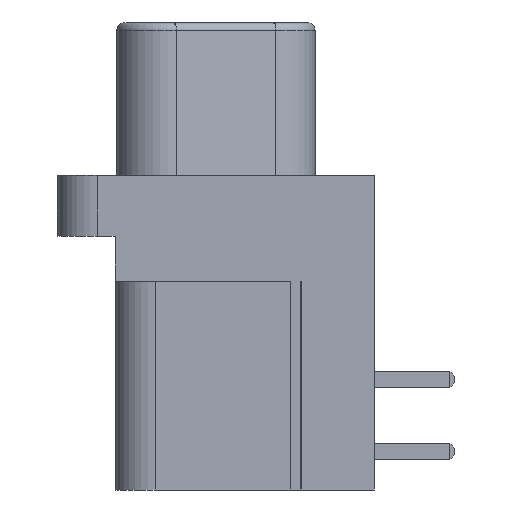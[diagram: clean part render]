
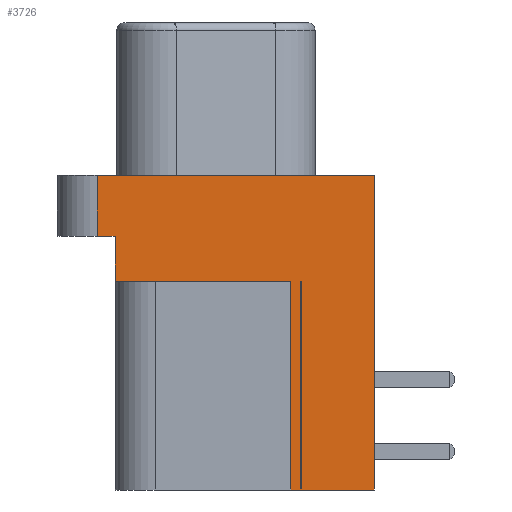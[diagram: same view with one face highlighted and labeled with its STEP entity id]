
A CAD part, left-side view. The second image highlights one B-rep face of the part: STEP entity #3726.
In plain terms, the highlighted planar face has unit normal (-1, 0, 0).
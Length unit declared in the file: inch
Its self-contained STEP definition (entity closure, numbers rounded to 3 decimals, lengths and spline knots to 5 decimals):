
#3726=ADVANCED_FACE('NONE',(#4723),#4196,.T.);
#4196=PLANE('',#12930);
#4723=FACE_OUTER_BOUND('',#5347,.T.);
#5347=EDGE_LOOP('',(#7674,#7675,#7676,#7677,#7678,#7679,#7680,#7681,#7682,
#7683,#7684,#7685));
#7674=ORIENTED_EDGE('',*,*,#10099,.F.);
#7675=ORIENTED_EDGE('',*,*,#9063,.T.);
#7676=ORIENTED_EDGE('',*,*,#10044,.F.);
#7677=ORIENTED_EDGE('',*,*,#10040,.F.);
#7678=ORIENTED_EDGE('',*,*,#10100,.F.);
#7679=ORIENTED_EDGE('',*,*,#9921,.F.);
#7680=ORIENTED_EDGE('',*,*,#9919,.T.);
#7681=ORIENTED_EDGE('',*,*,#9925,.T.);
#7682=ORIENTED_EDGE('',*,*,#10101,.F.);
#7683=ORIENTED_EDGE('',*,*,#10036,.T.);
#7684=ORIENTED_EDGE('',*,*,#10091,.T.);
#7685=ORIENTED_EDGE('',*,*,#10094,.T.);
#8157=VERTEX_POINT('',#17747);
#8159=VERTEX_POINT('',#17750);
#8708=VERTEX_POINT('',#19572);
#8710=VERTEX_POINT('',#19576);
#8712=VERTEX_POINT('',#19582);
#8714=VERTEX_POINT('',#19590);
#8791=VERTEX_POINT('',#19814);
#8792=VERTEX_POINT('',#19816);
#8793=VERTEX_POINT('',#19821);
#8794=VERTEX_POINT('',#19823);
#8822=VERTEX_POINT('',#19920);
#8824=VERTEX_POINT('',#19926);
#9063=EDGE_CURVE('NONE',#8159,#8157,#10243,.T.);
#9919=EDGE_CURVE('NONE',#8708,#8710,#11008,.T.);
#9921=EDGE_CURVE('NONE',#8708,#8712,#11010,.T.);
#9925=EDGE_CURVE('NONE',#8710,#8714,#11014,.T.);
#10036=EDGE_CURVE('NONE',#8792,#8791,#11103,.T.);
#10040=EDGE_CURVE('NONE',#8793,#8794,#11107,.T.);
#10044=EDGE_CURVE('NONE',#8794,#8157,#11111,.T.);
#10091=EDGE_CURVE('NONE',#8791,#8822,#11146,.T.);
#10094=EDGE_CURVE('NONE',#8822,#8824,#11149,.T.);
#10099=EDGE_CURVE('NONE',#8159,#8824,#11154,.T.);
#10100=EDGE_CURVE('NONE',#8712,#8793,#11155,.T.);
#10101=EDGE_CURVE('NONE',#8792,#8714,#11156,.T.);
#10243=LINE('',#17749,#11331);
#11008=LINE('',#19577,#12096);
#11010=LINE('',#19581,#12098);
#11014=LINE('',#19589,#12102);
#11103=LINE('',#19815,#12191);
#11107=LINE('',#19822,#12195);
#11111=LINE('',#19830,#12199);
#11146=LINE('',#19921,#12234);
#11149=LINE('',#19927,#12237);
#11154=LINE('',#19935,#12242);
#11155=LINE('',#19936,#12243);
#11156=LINE('',#19937,#12244);
#11331=VECTOR('',#13267,1.);
#12096=VECTOR('',#15054,1.);
#12098=VECTOR('',#15058,1.);
#12102=VECTOR('',#15066,1.);
#12191=VECTOR('',#15273,1.);
#12195=VECTOR('',#15279,1.);
#12199=VECTOR('',#15285,1.);
#12234=VECTOR('',#15380,1.);
#12237=VECTOR('',#15385,1.);
#12242=VECTOR('',#15396,1.);
#12243=VECTOR('',#15397,1.);
#12244=VECTOR('',#15398,1.);
#12930=AXIS2_PLACEMENT_3D('',#19938,#15399,#15400);
#13267=DIRECTION('',(0.,0.,-1.));
#15054=DIRECTION('',(0.,-1.,0.));
#15058=DIRECTION('',(0.,0.,1.));
#15066=DIRECTION('',(0.,0.,1.));
#15273=DIRECTION('',(0.,0.,-1.));
#15279=DIRECTION('',(0.,0.,1.));
#15285=DIRECTION('',(0.,1.,0.));
#15380=DIRECTION('',(0.,-1.,0.));
#15385=DIRECTION('',(0.,0.,1.));
#15396=DIRECTION('',(0.,-1.,0.));
#15397=DIRECTION('',(0.,1.,0.));
#15398=DIRECTION('',(0.,1.,0.));
#15399=DIRECTION('',(-1.,0.,0.));
#15400=DIRECTION('',(0.,-1.,0.));
#17747=CARTESIAN_POINT('',(0.,0.4315,-0.095));
#17749=CARTESIAN_POINT('',(0.,0.4315,-0.49));
#17750=CARTESIAN_POINT('',(0.,0.4315,0.));
#19572=CARTESIAN_POINT('',(0.,0.13,-0.49));
#19576=CARTESIAN_POINT('',(0.,0.115,-0.49));
#19577=CARTESIAN_POINT('',(0.,0.13,-0.49));
#19581=CARTESIAN_POINT('',(0.,0.13,-0.74844));
#19582=CARTESIAN_POINT('',(0.,0.13,-0.165));
#19589=CARTESIAN_POINT('',(0.,0.115,-0.74844));
#19590=CARTESIAN_POINT('',(0.,0.115,-0.165));
#19814=CARTESIAN_POINT('',(0.,0.114,-0.49));
#19815=CARTESIAN_POINT('',(0.,0.114,-0.165));
#19816=CARTESIAN_POINT('',(0.,0.114,-0.165));
#19821=CARTESIAN_POINT('',(0.,0.404,-0.165));
#19822=CARTESIAN_POINT('',(0.,0.404,-0.49));
#19823=CARTESIAN_POINT('',(0.,0.404,-0.095));
#19830=CARTESIAN_POINT('',(0.,0.494,-0.095));
#19920=CARTESIAN_POINT('',(0.,0.,-0.49));
#19921=CARTESIAN_POINT('',(0.,0.494,-0.49));
#19926=CARTESIAN_POINT('',(0.,0.,0.));
#19927=CARTESIAN_POINT('',(0.,0.,-0.49));
#19935=CARTESIAN_POINT('',(0.,0.494,0.));
#19936=CARTESIAN_POINT('',(0.,0.404,-0.165));
#19937=CARTESIAN_POINT('',(0.,0.404,-0.165));
#19938=CARTESIAN_POINT('',(0.,0.494,-0.49));
